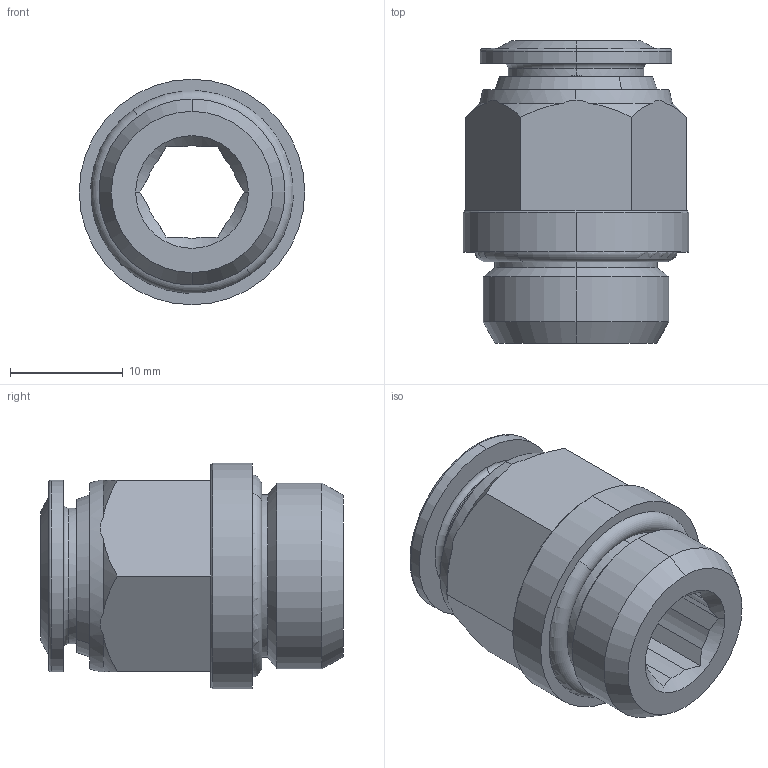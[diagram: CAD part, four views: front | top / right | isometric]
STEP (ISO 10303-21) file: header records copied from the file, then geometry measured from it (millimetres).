
FILE_DESCRIPTION (( 'STEP AP214' ), '1' );
FILE_NAME ('7002000009A.STEP', '2024-10-22T12:50:57', ( '' ), ( '' ), 'SwSTEP 2.0', 'SolidWorks 2020', '' );
FILE_SCHEMA (( 'AUTOMOTIVE_DESIGN' ));
Length unit declared in the file: millimetre
Products named in the file (1): 7002000009A
Bounding box: 20 x 26.85 x 20 mm (x, y, z)
Volume: 4124.7 mm3; surface area: 2957.7 mm2
Topology: 1 solids, 1 shells, 83 faces, 207 edges, 132 vertices
Faces by surface type: plane 32, cone 24, cylinder 21, torus 6
Entity records: 3541 total; most frequent: CARTESIAN_POINT 651, DIRECTION 417, ORIENTED_EDGE 414, EDGE_CURVE 207, AXIS2_PLACEMENT_3D 170, VERTEX_POINT 132, EDGE_LOOP 91, CIRCLE 86
